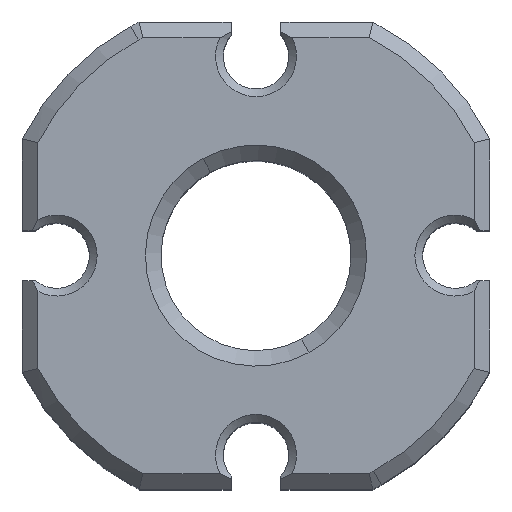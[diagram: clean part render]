
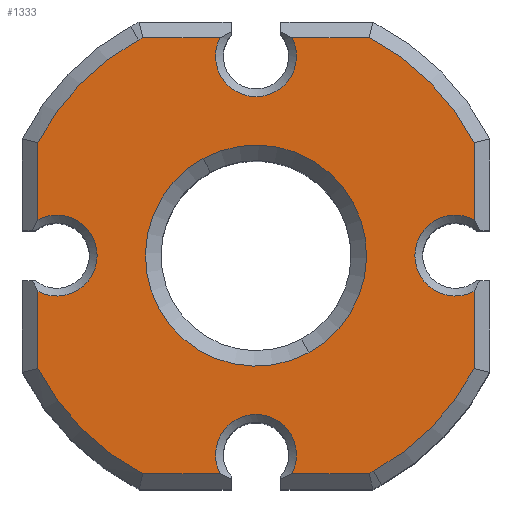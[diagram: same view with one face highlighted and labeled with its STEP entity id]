
A CAD part, top view. The second image highlights one B-rep face of the part: STEP entity #1333.
In plain terms, the highlighted planar face has unit normal (0, 0, 1).
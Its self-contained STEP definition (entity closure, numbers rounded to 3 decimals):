
#63=CARTESIAN_POINT('Vertex',(3.404,-6.231,30.)) ;
#66=CARTESIAN_POINT('Axis2P3D Location',(0.,0.,30.)) ;
#70=CARTESIAN_POINT('Vertex',(-3.404,6.231,30.)) ;
#97=CARTESIAN_POINT('Axis2P3D Location',(0.,0.,30.)) ;
#255=CARTESIAN_POINT('Axis2P3D Location',(0.,0.,30.)) ;
#259=CARTESIAN_POINT('Vertex',(-14.,-7.261,30.)) ;
#261=CARTESIAN_POINT('Vertex',(-7.261,-14.,30.)) ;
#295=CARTESIAN_POINT('Vertex',(14.,-7.261,30.)) ;
#298=CARTESIAN_POINT('Axis2P3D Location',(0.,0.,30.)) ;
#302=CARTESIAN_POINT('Vertex',(7.561,-13.84,30.)) ;
#336=CARTESIAN_POINT('Vertex',(7.261,-14.,30.)) ;
#344=CARTESIAN_POINT('Axis2P3D Location',(0.,0.,30.)) ;
#361=CARTESIAN_POINT('Axis2P3D Location',(0.,0.,30.)) ;
#365=CARTESIAN_POINT('Vertex',(14.,7.261,30.)) ;
#367=CARTESIAN_POINT('Vertex',(7.261,14.,30.)) ;
#399=CARTESIAN_POINT('Vertex',(-14.,7.261,30.)) ;
#402=CARTESIAN_POINT('Axis2P3D Location',(0.,0.,30.)) ;
#406=CARTESIAN_POINT('Vertex',(-7.561,13.84,30.)) ;
#431=CARTESIAN_POINT('Vertex',(-7.261,14.,30.)) ;
#434=CARTESIAN_POINT('Axis2P3D Location',(0.,0.,30.)) ;
#632=CARTESIAN_POINT('Vertex',(14.,-2.307,30.)) ;
#637=CARTESIAN_POINT('Line Origine',(14.,4.551,30.)) ;
#669=CARTESIAN_POINT('Vertex',(14.,2.307,30.)) ;
#677=CARTESIAN_POINT('Line Origine',(14.,4.551,30.)) ;
#794=CARTESIAN_POINT('Axis2P3D Location',(12.8,0.,30.)) ;
#818=CARTESIAN_POINT('Vertex',(-2.307,-14.,30.)) ;
#823=CARTESIAN_POINT('Line Origine',(4.551,-14.,30.)) ;
#848=CARTESIAN_POINT('Vertex',(2.307,-14.,30.)) ;
#863=CARTESIAN_POINT('Line Origine',(4.551,-14.,30.)) ;
#980=CARTESIAN_POINT('Axis2P3D Location',(0.,-12.8,30.)) ;
#1004=CARTESIAN_POINT('Vertex',(-14.,2.307,30.)) ;
#1009=CARTESIAN_POINT('Line Origine',(-14.,-4.551,30.)) ;
#1034=CARTESIAN_POINT('Vertex',(-14.,-2.307,30.)) ;
#1042=CARTESIAN_POINT('Line Origine',(-14.,-4.551,30.)) ;
#1142=CARTESIAN_POINT('Axis2P3D Location',(-12.8,0.,30.)) ;
#1166=CARTESIAN_POINT('Vertex',(2.307,14.,30.)) ;
#1171=CARTESIAN_POINT('Line Origine',(-4.551,14.,30.)) ;
#1196=CARTESIAN_POINT('Vertex',(-2.307,14.,30.)) ;
#1204=CARTESIAN_POINT('Line Origine',(-4.551,14.,30.)) ;
#1299=CARTESIAN_POINT('Axis2P3D Location',(0.,16.771,30.)) ;
#1304=CARTESIAN_POINT('Axis2P3D Location',(0.,12.8,30.)) ;
#67=DIRECTION('Axis2P3D Direction',(0.,0.,1.)) ;
#98=DIRECTION('Axis2P3D Direction',(0.,0.,1.)) ;
#256=DIRECTION('Axis2P3D Direction',(0.,0.,1.)) ;
#299=DIRECTION('Axis2P3D Direction',(0.,0.,1.)) ;
#345=DIRECTION('Axis2P3D Direction',(0.,0.,1.)) ;
#362=DIRECTION('Axis2P3D Direction',(0.,0.,1.)) ;
#403=DIRECTION('Axis2P3D Direction',(0.,0.,1.)) ;
#435=DIRECTION('Axis2P3D Direction',(0.,0.,1.)) ;
#638=DIRECTION('Vector Direction',(0.,-1.,0.)) ;
#678=DIRECTION('Vector Direction',(0.,-1.,0.)) ;
#795=DIRECTION('Axis2P3D Direction',(0.,0.,1.)) ;
#824=DIRECTION('Vector Direction',(-1.,0.,0.)) ;
#864=DIRECTION('Vector Direction',(-1.,0.,0.)) ;
#981=DIRECTION('Axis2P3D Direction',(0.,0.,1.)) ;
#1010=DIRECTION('Vector Direction',(0.,1.,0.)) ;
#1043=DIRECTION('Vector Direction',(0.,1.,0.)) ;
#1143=DIRECTION('Axis2P3D Direction',(0.,0.,1.)) ;
#1172=DIRECTION('Vector Direction',(1.,0.,0.)) ;
#1205=DIRECTION('Vector Direction',(1.,0.,0.)) ;
#1300=DIRECTION('Axis2P3D Direction',(0.,0.,1.)) ;
#1301=DIRECTION('Axis2P3D XDirection',(1.,0.,0.)) ;
#1305=DIRECTION('Axis2P3D Direction',(0.,0.,1.)) ;
#68=AXIS2_PLACEMENT_3D('Circle Axis2P3D',#66,#67,$) ;
#99=AXIS2_PLACEMENT_3D('Circle Axis2P3D',#97,#98,$) ;
#257=AXIS2_PLACEMENT_3D('Circle Axis2P3D',#255,#256,$) ;
#300=AXIS2_PLACEMENT_3D('Circle Axis2P3D',#298,#299,$) ;
#346=AXIS2_PLACEMENT_3D('Circle Axis2P3D',#344,#345,$) ;
#363=AXIS2_PLACEMENT_3D('Circle Axis2P3D',#361,#362,$) ;
#404=AXIS2_PLACEMENT_3D('Circle Axis2P3D',#402,#403,$) ;
#436=AXIS2_PLACEMENT_3D('Circle Axis2P3D',#434,#435,$) ;
#796=AXIS2_PLACEMENT_3D('Circle Axis2P3D',#794,#795,$) ;
#982=AXIS2_PLACEMENT_3D('Circle Axis2P3D',#980,#981,$) ;
#1144=AXIS2_PLACEMENT_3D('Circle Axis2P3D',#1142,#1143,$) ;
#1302=AXIS2_PLACEMENT_3D('Plane Axis2P3D',#1299,#1300,#1301) ;
#1306=AXIS2_PLACEMENT_3D('Circle Axis2P3D',#1304,#1305,$) ;
#1310=ORIENTED_EDGE('',*,*,#1208,.T.) ;
#1311=ORIENTED_EDGE('',*,*,#438,.T.) ;
#1312=ORIENTED_EDGE('',*,*,#408,.T.) ;
#1313=ORIENTED_EDGE('',*,*,#1013,.T.) ;
#1314=ORIENTED_EDGE('',*,*,#1146,.F.) ;
#1315=ORIENTED_EDGE('',*,*,#1046,.T.) ;
#1316=ORIENTED_EDGE('',*,*,#263,.T.) ;
#1317=ORIENTED_EDGE('',*,*,#827,.T.) ;
#1318=ORIENTED_EDGE('',*,*,#984,.F.) ;
#1319=ORIENTED_EDGE('',*,*,#867,.T.) ;
#1320=ORIENTED_EDGE('',*,*,#348,.T.) ;
#1321=ORIENTED_EDGE('',*,*,#304,.T.) ;
#1322=ORIENTED_EDGE('',*,*,#641,.T.) ;
#1323=ORIENTED_EDGE('',*,*,#798,.F.) ;
#1324=ORIENTED_EDGE('',*,*,#681,.T.) ;
#1325=ORIENTED_EDGE('',*,*,#369,.T.) ;
#1326=ORIENTED_EDGE('',*,*,#1175,.T.) ;
#1327=ORIENTED_EDGE('',*,*,#1308,.F.) ;
#1330=ORIENTED_EDGE('',*,*,#101,.F.) ;
#1331=ORIENTED_EDGE('',*,*,#72,.F.) ;
#1332=FACE_BOUND('',#1329,.T.) ;
#639=VECTOR('Line Direction',#638,1.) ;
#679=VECTOR('Line Direction',#678,1.) ;
#825=VECTOR('Line Direction',#824,1.) ;
#865=VECTOR('Line Direction',#864,1.) ;
#1011=VECTOR('Line Direction',#1010,1.) ;
#1044=VECTOR('Line Direction',#1043,1.) ;
#1173=VECTOR('Line Direction',#1172,1.) ;
#1206=VECTOR('Line Direction',#1205,1.) ;
#1333=ADVANCED_FACE('Aufnahme',(#1328,#1332),#1303,.T.) ;
#69=CIRCLE('generated circle',#68,7.1) ;
#100=CIRCLE('generated circle',#99,7.1) ;
#258=CIRCLE('generated circle',#257,15.771) ;
#301=CIRCLE('generated circle',#300,15.771) ;
#347=CIRCLE('generated circle',#346,15.771) ;
#364=CIRCLE('generated circle',#363,15.771) ;
#405=CIRCLE('generated circle',#404,15.771) ;
#437=CIRCLE('generated circle',#436,15.771) ;
#797=CIRCLE('generated circle',#796,2.6) ;
#983=CIRCLE('generated circle',#982,2.6) ;
#1145=CIRCLE('generated circle',#1144,2.6) ;
#1307=CIRCLE('generated circle',#1306,2.6) ;
#72=EDGE_CURVE('',#64,#71,#69,.T.) ;
#101=EDGE_CURVE('',#71,#64,#100,.T.) ;
#263=EDGE_CURVE('',#260,#262,#258,.T.) ;
#304=EDGE_CURVE('',#303,#296,#301,.T.) ;
#348=EDGE_CURVE('',#337,#303,#347,.T.) ;
#369=EDGE_CURVE('',#366,#368,#364,.T.) ;
#408=EDGE_CURVE('',#407,#400,#405,.T.) ;
#438=EDGE_CURVE('',#432,#407,#437,.T.) ;
#641=EDGE_CURVE('',#296,#633,#640,.F.) ;
#681=EDGE_CURVE('',#670,#366,#680,.F.) ;
#798=EDGE_CURVE('',#670,#633,#797,.T.) ;
#827=EDGE_CURVE('',#262,#819,#826,.F.) ;
#867=EDGE_CURVE('',#849,#337,#866,.F.) ;
#984=EDGE_CURVE('',#849,#819,#983,.T.) ;
#1013=EDGE_CURVE('',#400,#1005,#1012,.F.) ;
#1046=EDGE_CURVE('',#1035,#260,#1045,.F.) ;
#1146=EDGE_CURVE('',#1035,#1005,#1145,.T.) ;
#1175=EDGE_CURVE('',#368,#1167,#1174,.F.) ;
#1208=EDGE_CURVE('',#1197,#432,#1207,.F.) ;
#1308=EDGE_CURVE('',#1197,#1167,#1307,.T.) ;
#1309=EDGE_LOOP('',(#1310,#1311,#1312,#1313,#1314,#1315,#1316,#1317,#1318,#1319,#1320,#1321,#1322,#1323,#1324,#1325,#1326,#1327)) ;
#1329=EDGE_LOOP('',(#1330,#1331)) ;
#1328=FACE_OUTER_BOUND('',#1309,.T.) ;
#640=LINE('Line',#637,#639) ;
#680=LINE('Line',#677,#679) ;
#826=LINE('Line',#823,#825) ;
#866=LINE('Line',#863,#865) ;
#1012=LINE('Line',#1009,#1011) ;
#1045=LINE('Line',#1042,#1044) ;
#1174=LINE('Line',#1171,#1173) ;
#1207=LINE('Line',#1204,#1206) ;
#1303=PLANE('Plane',#1302) ;
#64=VERTEX_POINT('',#63) ;
#71=VERTEX_POINT('',#70) ;
#260=VERTEX_POINT('',#259) ;
#262=VERTEX_POINT('',#261) ;
#296=VERTEX_POINT('',#295) ;
#303=VERTEX_POINT('',#302) ;
#337=VERTEX_POINT('',#336) ;
#366=VERTEX_POINT('',#365) ;
#368=VERTEX_POINT('',#367) ;
#400=VERTEX_POINT('',#399) ;
#407=VERTEX_POINT('',#406) ;
#432=VERTEX_POINT('',#431) ;
#633=VERTEX_POINT('',#632) ;
#670=VERTEX_POINT('',#669) ;
#819=VERTEX_POINT('',#818) ;
#849=VERTEX_POINT('',#848) ;
#1005=VERTEX_POINT('',#1004) ;
#1035=VERTEX_POINT('',#1034) ;
#1167=VERTEX_POINT('',#1166) ;
#1197=VERTEX_POINT('',#1196) ;
